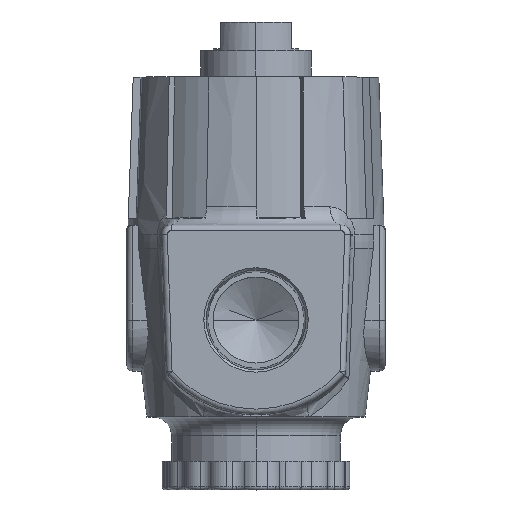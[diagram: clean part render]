
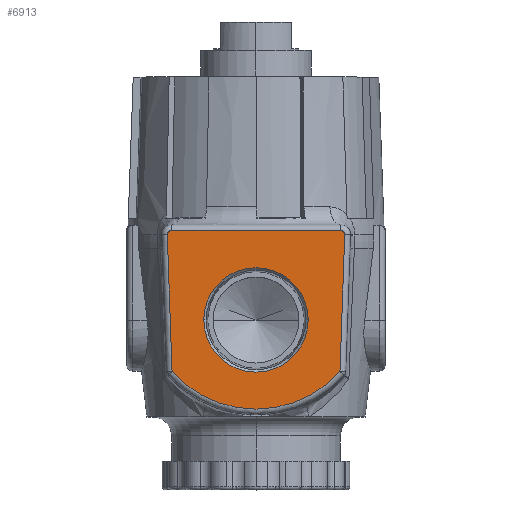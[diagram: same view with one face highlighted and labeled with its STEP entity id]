
A CAD part, top view. The second image highlights one B-rep face of the part: STEP entity #6913.
In plain terms, the highlighted planar face has unit normal (0, 0, 1).
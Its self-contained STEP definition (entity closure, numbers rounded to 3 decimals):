
#113 = AXIS2_PLACEMENT_3D ( 'NONE', #11666, #5070, #15760 ) ;
#127 = CIRCLE ( 'NONE', #5687, 1.016 ) ;
#345 = CARTESIAN_POINT ( 'NONE',  ( -22.732, 22.86, 47.498 ) ) ;
#906 = DIRECTION ( 'NONE',  ( 1., 0., 0. ) ) ;
#1128 = DIRECTION ( 'NONE',  ( 1., 0., 0. ) ) ;
#1507 = AXIS2_PLACEMENT_3D ( 'NONE', #1949, #3163, #906 ) ;
#1949 = CARTESIAN_POINT ( 'NONE',  ( 0., 6.223, 47.498 ) ) ;
#2157 = VERTEX_POINT ( 'NONE', #12530 ) ;
#2336 = DIRECTION ( 'NONE',  ( 0., 0., 1. ) ) ;
#2385 = EDGE_CURVE ( 'NONE', #5879, #6445, #7339, .T. ) ;
#2472 = EDGE_CURVE ( 'NONE', #8150, #6848, #4550, .T. ) ;
#2543 = CARTESIAN_POINT ( 'NONE',  ( 22.732, 22.86, 47.498 ) ) ;
#2744 = DIRECTION ( 'NONE',  ( 0.035, -0.999, 0. ) ) ;
#3006 = DIRECTION ( 'NONE',  ( 1., 0., 0. ) ) ;
#3163 = DIRECTION ( 'NONE',  ( 0., 0., 1. ) ) ;
#3207 = CARTESIAN_POINT ( 'NONE',  ( 22.732, 23.876, 47.498 ) ) ;
#3229 = ORIENTED_EDGE ( 'NONE', *, *, #2472, .T. ) ;
#3640 = FACE_OUTER_BOUND ( 'NONE', #12829, .T. ) ;
#3641 = LINE ( 'NONE', #11715, #16639 ) ;
#3874 = LINE ( 'NONE', #10647, #13279 ) ;
#3889 = EDGE_LOOP ( 'NONE', ( #3952, #6792 ) ) ;
#3952 = ORIENTED_EDGE ( 'NONE', *, *, #15727, .F. ) ;
#3987 = CARTESIAN_POINT ( 'NONE',  ( -22.732, 22.86, 47.498 ) ) ;
#4473 = CARTESIAN_POINT ( 'NONE',  ( -23.748, 22.86, 47.498 ) ) ;
#4550 = CIRCLE ( 'NONE', #15654, 1.016 ) ;
#5070 = DIRECTION ( 'NONE',  ( 0., 0., 1. ) ) ;
#5076 = VERTEX_POINT ( 'NONE', #11115 ) ;
#5346 = VECTOR ( 'NONE', #5615, 1000. ) ;
#5588 = EDGE_CURVE ( 'NONE', #5076, #8150, #127, .T. ) ;
#5615 = DIRECTION ( 'NONE',  ( 0.035, 0.999, 0. ) ) ;
#5650 = DIRECTION ( 'NONE',  ( 1., 0., 0. ) ) ;
#5687 = AXIS2_PLACEMENT_3D ( 'NONE', #14997, #8159, #3006 ) ;
#5789 = EDGE_CURVE ( 'NONE', #13608, #8425, #10394, .T. ) ;
#5879 = VERTEX_POINT ( 'NONE', #11153 ) ;
#6445 = VERTEX_POINT ( 'NONE', #11219 ) ;
#6762 = ORIENTED_EDGE ( 'NONE', *, *, #5789, .T. ) ;
#6792 = ORIENTED_EDGE ( 'NONE', *, *, #2385, .F. ) ;
#6848 = VERTEX_POINT ( 'NONE', #3207 ) ;
#6913 = ADVANCED_FACE ( 'NONE', ( #3640, #9048 ), #14243, .T. ) ;
#7171 = CARTESIAN_POINT ( 'NONE',  ( -22.732, 22.86, 47.498 ) ) ;
#7175 = CARTESIAN_POINT ( 'NONE',  ( 23.748, 22.86, 47.498 ) ) ;
#7182 = AXIS2_PLACEMENT_3D ( 'NONE', #16775, #9744, #8537 ) ;
#7339 = CIRCLE ( 'NONE', #113, 13.967 ) ;
#8150 = VERTEX_POINT ( 'NONE', #7175 ) ;
#8159 = DIRECTION ( 'NONE',  ( 0., 0., 1. ) ) ;
#8425 = VERTEX_POINT ( 'NONE', #13566 ) ;
#8537 = DIRECTION ( 'NONE',  ( 1., 0., 0. ) ) ;
#8730 = EDGE_CURVE ( 'NONE', #12822, #14365, #14434, .T. ) ;
#8884 = DIRECTION ( 'NONE',  ( -1., 0., 0. ) ) ;
#9048 = FACE_BOUND ( 'NONE', #3889, .T. ) ;
#9157 = ORIENTED_EDGE ( 'NONE', *, *, #9265, .T. ) ;
#9265 = EDGE_CURVE ( 'NONE', #14365, #2157, #11385, .T. ) ;
#9301 = CARTESIAN_POINT ( 'NONE',  ( -22.732, 23.876, 47.498 ) ) ;
#9575 = CARTESIAN_POINT ( 'NONE',  ( -22.468, -13.806, 47.498 ) ) ;
#9688 = EDGE_CURVE ( 'NONE', #6848, #12822, #3641, .T. ) ;
#9744 = DIRECTION ( 'NONE',  ( 0., 0., 1. ) ) ;
#9934 = DIRECTION ( 'NONE',  ( 1., 0., 0. ) ) ;
#10244 = EDGE_CURVE ( 'NONE', #8425, #5076, #15245, .T. ) ;
#10394 = CIRCLE ( 'NONE', #1507, 30.099 ) ;
#10496 = CIRCLE ( 'NONE', #7182, 13.967 ) ;
#10542 = AXIS2_PLACEMENT_3D ( 'NONE', #345, #12074, #5650 ) ;
#10647 = CARTESIAN_POINT ( 'NONE',  ( -22.449, -14.348, 47.498 ) ) ;
#11115 = CARTESIAN_POINT ( 'NONE',  ( 23.747, 22.825, 47.498 ) ) ;
#11153 = CARTESIAN_POINT ( 'NONE',  ( -13.967, 0., 47.498 ) ) ;
#11219 = CARTESIAN_POINT ( 'NONE',  ( 13.967, 0., 47.498 ) ) ;
#11321 = ORIENTED_EDGE ( 'NONE', *, *, #8730, .T. ) ;
#11385 = CIRCLE ( 'NONE', #13883, 1.016 ) ;
#11666 = CARTESIAN_POINT ( 'NONE',  ( 0., 0., 47.498 ) ) ;
#11715 = CARTESIAN_POINT ( 'NONE',  ( -22.732, 23.876, 47.498 ) ) ;
#11968 = ORIENTED_EDGE ( 'NONE', *, *, #9688, .T. ) ;
#12074 = DIRECTION ( 'NONE',  ( 0., 0., 1. ) ) ;
#12530 = CARTESIAN_POINT ( 'NONE',  ( -23.747, 22.825, 47.498 ) ) ;
#12606 = DIRECTION ( 'NONE',  ( 0., 0., 1. ) ) ;
#12657 = ORIENTED_EDGE ( 'NONE', *, *, #15107, .T. ) ;
#12822 = VERTEX_POINT ( 'NONE', #9301 ) ;
#12829 = EDGE_LOOP ( 'NONE', ( #6762, #14221, #12955, #3229, #11968, #11321, #9157, #12657 ) ) ;
#12955 = ORIENTED_EDGE ( 'NONE', *, *, #5588, .T. ) ;
#13132 = DIRECTION ( 'NONE',  ( 0., 0., 1. ) ) ;
#13279 = VECTOR ( 'NONE', #2744, 1000. ) ;
#13566 = CARTESIAN_POINT ( 'NONE',  ( 22.468, -13.806, 47.498 ) ) ;
#13608 = VERTEX_POINT ( 'NONE', #9575 ) ;
#13883 = AXIS2_PLACEMENT_3D ( 'NONE', #7171, #12606, #9934 ) ;
#13932 = CARTESIAN_POINT ( 'NONE',  ( 23.747, 22.825, 47.498 ) ) ;
#14221 = ORIENTED_EDGE ( 'NONE', *, *, #10244, .T. ) ;
#14243 = PLANE ( 'NONE',  #17051 ) ;
#14365 = VERTEX_POINT ( 'NONE', #4473 ) ;
#14434 = CIRCLE ( 'NONE', #10542, 1.016 ) ;
#14997 = CARTESIAN_POINT ( 'NONE',  ( 22.732, 22.86, 47.498 ) ) ;
#15107 = EDGE_CURVE ( 'NONE', #2157, #13608, #3874, .T. ) ;
#15245 = LINE ( 'NONE', #13932, #5346 ) ;
#15654 = AXIS2_PLACEMENT_3D ( 'NONE', #2543, #13132, #16038 ) ;
#15727 = EDGE_CURVE ( 'NONE', #6445, #5879, #10496, .T. ) ;
#15760 = DIRECTION ( 'NONE',  ( 1., 0., 0. ) ) ;
#16038 = DIRECTION ( 'NONE',  ( 1., 0., 0. ) ) ;
#16639 = VECTOR ( 'NONE', #8884, 1000. ) ;
#16775 = CARTESIAN_POINT ( 'NONE',  ( 0., 0., 47.498 ) ) ;
#17051 = AXIS2_PLACEMENT_3D ( 'NONE', #3987, #2336, #1128 ) ;
